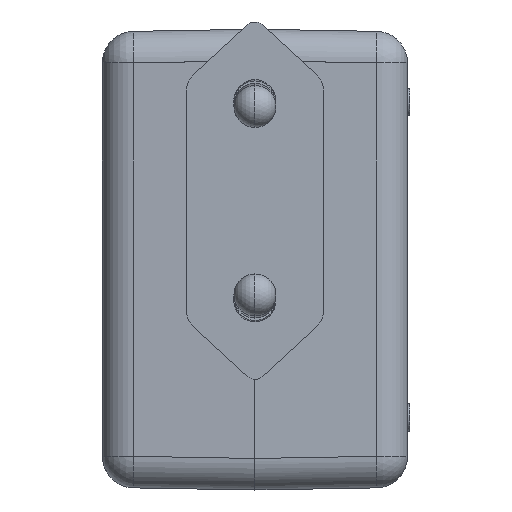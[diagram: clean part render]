
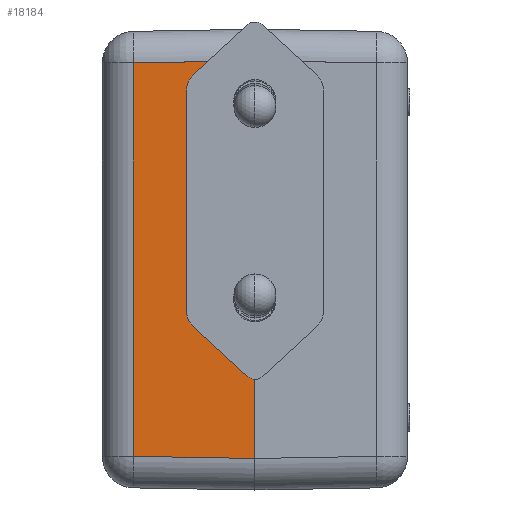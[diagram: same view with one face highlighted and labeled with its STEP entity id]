
A CAD part, left-side view. The second image highlights one B-rep face of the part: STEP entity #18184.
In plain terms, the highlighted planar face has unit normal (-1, 0.018, 0).
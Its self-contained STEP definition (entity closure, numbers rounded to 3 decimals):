
#263 = CARTESIAN_POINT ( 'NONE',  ( -48., 0., 18.9 ) ) ;
#293 = LINE ( 'NONE', #21625, #8774 ) ;
#562 = CARTESIAN_POINT ( 'NONE',  ( -47.93, 4., 1.6 ) ) ;
#857 = ORIENTED_EDGE ( 'NONE', *, *, #21235, .T. ) ;
#1503 = CARTESIAN_POINT ( 'NONE',  ( -48.001, -0.052, 18.901 ) ) ;
#1761 = CARTESIAN_POINT ( 'NONE',  ( -48., 0., 1.6 ) ) ;
#1781 = VERTEX_POINT ( 'NONE', #562 ) ;
#1791 = VECTOR ( 'NONE', #7923, 1000. ) ;
#1951 = FACE_OUTER_BOUND ( 'NONE', #8011, .T. ) ;
#4815 = CARTESIAN_POINT ( 'NONE',  ( -48., 0., 1.6 ) ) ;
#4971 = ORIENTED_EDGE ( 'NONE', *, *, #9975, .T. ) ;
#5260 = VERTEX_POINT ( 'NONE', #13008 ) ;
#5708 = LINE ( 'NONE', #18395, #1791 ) ;
#5814 = VERTEX_POINT ( 'NONE', #13219 ) ;
#5827 = EDGE_CURVE ( 'NONE', #5814, #13265, #8090, .T. ) ;
#5995 = VERTEX_POINT ( 'NONE', #19440 ) ;
#6784 = LINE ( 'NONE', #4815, #17447 ) ;
#7106 = LINE ( 'NONE', #1503, #10549 ) ;
#7244 = DIRECTION ( 'NONE',  ( 0., 0., 1. ) ) ;
#7473 = CARTESIAN_POINT ( 'NONE',  ( -47.93, 4., 21.9 ) ) ;
#7621 = VERTEX_POINT ( 'NONE', #16310 ) ;
#7923 = DIRECTION ( 'NONE',  ( 0., 0., 1. ) ) ;
#7942 = EDGE_CURVE ( 'NONE', #20083, #1781, #6784, .T. ) ;
#8011 = EDGE_LOOP ( 'NONE', ( #4971, #857, #9178, #21128, #11001, #21475, #17228, #11389 ) ) ;
#8090 = LINE ( 'NONE', #18794, #8118 ) ;
#8118 = VECTOR ( 'NONE', #15194, 1000. ) ;
#8309 = DIRECTION ( 'NONE',  ( 0.017, 1., 0. ) ) ;
#8738 = DIRECTION ( 'NONE',  ( 0.017, 1., -0.017 ) ) ;
#8774 = VECTOR ( 'NONE', #9052, 1000. ) ;
#9052 = DIRECTION ( 'NONE',  ( -0.017, -1., -0.017 ) ) ;
#9178 = ORIENTED_EDGE ( 'NONE', *, *, #5827, .T. ) ;
#9552 = VECTOR ( 'NONE', #17153, 1000. ) ;
#9975 = EDGE_CURVE ( 'NONE', #1781, #18483, #14231, .T. ) ;
#10549 = VECTOR ( 'NONE', #8738, 1000. ) ;
#10930 = CARTESIAN_POINT ( 'NONE',  ( -47.93, 4., 9.6 ) ) ;
#11001 = ORIENTED_EDGE ( 'NONE', *, *, #22180, .T. ) ;
#11389 = ORIENTED_EDGE ( 'NONE', *, *, #7942, .T. ) ;
#12998 = EDGE_CURVE ( 'NONE', #5260, #7621, #293, .T. ) ;
#13008 = CARTESIAN_POINT ( 'NONE',  ( -47.798, 11.552, -18.699 ) ) ;
#13021 = CARTESIAN_POINT ( 'NONE',  ( -48., 0., 9.6 ) ) ;
#13219 = CARTESIAN_POINT ( 'NONE',  ( -48., 0., 9.6 ) ) ;
#13265 = VERTEX_POINT ( 'NONE', #263 ) ;
#13406 = VECTOR ( 'NONE', #7244, 1000. ) ;
#14210 = CARTESIAN_POINT ( 'NONE',  ( -48., 0., 21.9 ) ) ;
#14231 = LINE ( 'NONE', #7473, #13406 ) ;
#14660 = LINE ( 'NONE', #13021, #16590 ) ;
#14913 = EDGE_CURVE ( 'NONE', #7621, #20083, #5708, .T. ) ;
#15194 = DIRECTION ( 'NONE',  ( 0., 0., 1. ) ) ;
#15296 = CARTESIAN_POINT ( 'NONE',  ( -47.798, 11.552, -21.647 ) ) ;
#16310 = CARTESIAN_POINT ( 'NONE',  ( -48., 0., -18.9 ) ) ;
#16498 = AXIS2_PLACEMENT_3D ( 'NONE', #14210, #17473, #19551 ) ;
#16590 = VECTOR ( 'NONE', #16641, 1000. ) ;
#16641 = DIRECTION ( 'NONE',  ( -0.017, -1., 0. ) ) ;
#17153 = DIRECTION ( 'NONE',  ( 0., 0., -1. ) ) ;
#17228 = ORIENTED_EDGE ( 'NONE', *, *, #14913, .T. ) ;
#17447 = VECTOR ( 'NONE', #8309, 1000. ) ;
#17473 = DIRECTION ( 'NONE',  ( -1., 0.017, 0. ) ) ;
#18146 = EDGE_CURVE ( 'NONE', #13265, #5995, #7106, .T. ) ;
#18184 = ADVANCED_FACE ( 'NONE', ( #1951 ), #19437, .T. ) ;
#18395 = CARTESIAN_POINT ( 'NONE',  ( -48., 0., 21.9 ) ) ;
#18483 = VERTEX_POINT ( 'NONE', #10930 ) ;
#18794 = CARTESIAN_POINT ( 'NONE',  ( -48., 0., 21.9 ) ) ;
#19437 = PLANE ( 'NONE',  #16498 ) ;
#19440 = CARTESIAN_POINT ( 'NONE',  ( -47.798, 11.552, 18.699 ) ) ;
#19551 = DIRECTION ( 'NONE',  ( -0.017, -1., 0. ) ) ;
#20083 = VERTEX_POINT ( 'NONE', #1761 ) ;
#21128 = ORIENTED_EDGE ( 'NONE', *, *, #18146, .T. ) ;
#21235 = EDGE_CURVE ( 'NONE', #18483, #5814, #14660, .T. ) ;
#21475 = ORIENTED_EDGE ( 'NONE', *, *, #12998, .T. ) ;
#21625 = CARTESIAN_POINT ( 'NONE',  ( -47.988, 0.712, -18.888 ) ) ;
#22180 = EDGE_CURVE ( 'NONE', #5995, #5260, #22711, .T. ) ;
#22711 = LINE ( 'NONE', #15296, #9552 ) ;
